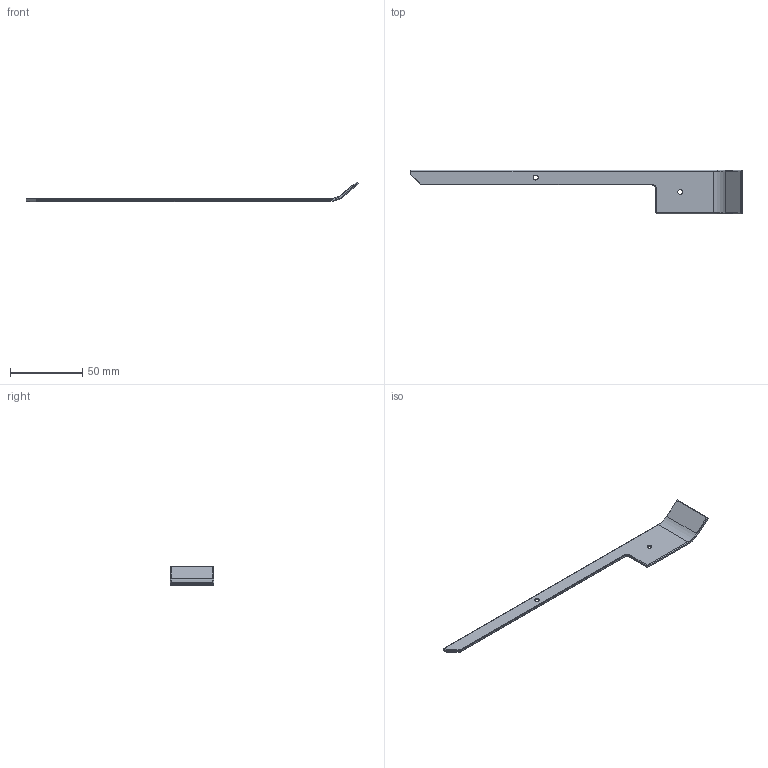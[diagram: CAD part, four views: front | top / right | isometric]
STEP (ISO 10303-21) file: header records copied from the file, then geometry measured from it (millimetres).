
FILE_DESCRIPTION (( 'STEP AP214' ), '1' );
FILE_NAME ('Guide 007.STEP', '2025-09-05T02:57:11', ( '' ), ( '' ), 'SwSTEP 2.0', 'SolidWorks 2015', '' );
FILE_SCHEMA (( 'AUTOMOTIVE_DESIGN' ));
Length unit declared in the file: millimetre
Products named in the file (2): Guide 007
Bounding box: 229.68 x 30 x 13.23 mm (x, y, z)
Volume: 6950.2 mm3; surface area: 7874.3 mm2
Topology: 1 solids, 1 shells, 48 faces, 114 edges, 68 vertices
Faces by surface type: plane 31, cone 10, cylinder 7
Entity records: 1902 total; most frequent: DIRECTION 238, CARTESIAN_POINT 232, ORIENTED_EDGE 228, EDGE_CURVE 114, LINE 90, VECTOR 90, AXIS2_PLACEMENT_3D 74, VERTEX_POINT 68
